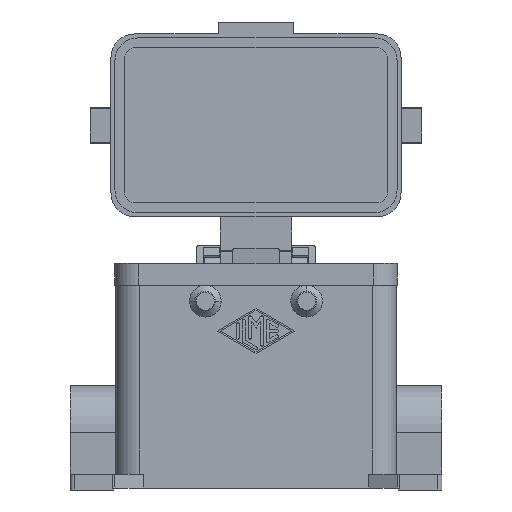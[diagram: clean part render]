
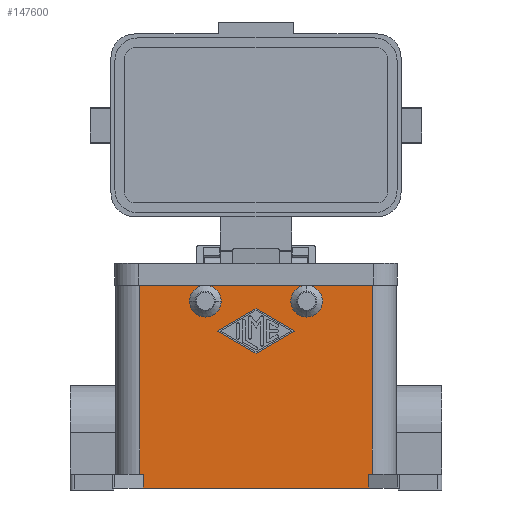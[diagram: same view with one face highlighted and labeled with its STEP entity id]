
A CAD part, front view. The second image highlights one B-rep face of the part: STEP entity #147600.
In plain terms, the highlighted planar face has unit normal (0, -1, 0).
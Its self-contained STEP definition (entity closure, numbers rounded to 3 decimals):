
#21650=CARTESIAN_POINT('',(-16.75,-21.75,19.5));
#21660=VERTEX_POINT('',#21650);
#21690=CARTESIAN_POINT('',(-12.75,-21.75,19.5));
#21700=DIRECTION('',(0.,1.,0.));
#21710=DIRECTION('',(1.,0.,0.));
#21720=AXIS2_PLACEMENT_3D('',#21690,#21700,#21710);
#21730=CIRCLE('',#21720,4.);
#21740=CARTESIAN_POINT('',(-12.75,-21.75,23.5));
#21750=VERTEX_POINT('',#21740);
#21760=EDGE_CURVE('',#21660,#21750,#21730,.T.);
#21780=CARTESIAN_POINT('',(-8.75,-21.75,19.5));
#21790=VERTEX_POINT('',#21780);
#21800=EDGE_CURVE('',#21750,#21790,#21730,.T.);
#32040=CARTESIAN_POINT('',(0.,-21.75,-27.5));
#32050=DIRECTION('',(-1.,-0.,0.));
#32060=VECTOR('',#32050,1.);
#32070=LINE('',#32040,#32060);
#32080=CARTESIAN_POINT('',(28.389,-21.75,-27.5));
#32090=VERTEX_POINT('',#32080);
#32100=CARTESIAN_POINT('',(-28.389,-21.75,-27.5));
#32110=VERTEX_POINT('',#32100);
#32120=EDGE_CURVE('',#32090,#32110,#32070,.T.);
#38480=CARTESIAN_POINT('',(0.,-21.75,-24.));
#38490=DIRECTION('',(1.,0.,0.));
#38500=VECTOR('',#38490,1.);
#38510=LINE('',#38480,#38500);
#38520=CARTESIAN_POINT('',(28.389,-21.75,-24.));
#38530=VERTEX_POINT('',#38520);
#38540=CARTESIAN_POINT('',(29.25,-21.75,-24.));
#38550=VERTEX_POINT('',#38540);
#38560=EDGE_CURVE('',#38530,#38550,#38510,.T.);
#40130=CARTESIAN_POINT('',(-28.389,-21.75,0.));
#40140=DIRECTION('',(-0.,0.,1.));
#40150=VECTOR('',#40140,1.);
#40160=LINE('',#40130,#40150);
#40170=CARTESIAN_POINT('',(-28.389,-21.75,-24.));
#40180=VERTEX_POINT('',#40170);
#40190=EDGE_CURVE('',#32110,#40180,#40160,.T.);
#41130=CARTESIAN_POINT('',(28.389,-21.75,0.));
#41140=DIRECTION('',(-0.,-0.,-1.));
#41150=VECTOR('',#41140,1.);
#41160=LINE('',#41130,#41150);
#41170=EDGE_CURVE('',#38530,#32090,#41160,.T.);
#41700=CARTESIAN_POINT('',(-29.25,-21.75,-24.));
#41710=VERTEX_POINT('',#41700);
#41740=CARTESIAN_POINT('',(0.,-21.75,-24.));
#41750=DIRECTION('',(1.,0.,0.));
#41760=VECTOR('',#41750,1.);
#41770=LINE('',#41740,#41760);
#41780=EDGE_CURVE('',#41710,#40180,#41770,.T.);
#42480=CARTESIAN_POINT('',(29.25,-21.75,23.5));
#42490=DIRECTION('',(0.,0.,-1.));
#42500=VECTOR('',#42490,1.);
#42510=LINE('',#42480,#42500);
#42520=CARTESIAN_POINT('',(29.25,-21.75,23.5));
#42530=VERTEX_POINT('',#42520);
#42540=EDGE_CURVE('',#42530,#38550,#42510,.T.);
#95020=CARTESIAN_POINT('',(-29.25,-21.75,23.5));
#95030=VERTEX_POINT('',#95020);
#95060=CARTESIAN_POINT('',(-29.25,-21.75,23.5));
#95070=DIRECTION('',(0.,0.,-1.));
#95080=VECTOR('',#95070,1.);
#95090=LINE('',#95060,#95080);
#95100=EDGE_CURVE('',#95030,#41710,#95090,.T.);
#114230=CARTESIAN_POINT('',(-9.75,-21.75,12.));
#114240=VERTEX_POINT('',#114230);
#114270=CARTESIAN_POINT('',(0.,-21.75,17.625));
#114280=DIRECTION('',(0.866,-0.,0.5));
#114290=VECTOR('',#114280,1.);
#114300=LINE('',#114270,#114290);
#114310=CARTESIAN_POINT('',(0.,-21.75,17.625));
#114320=VERTEX_POINT('',#114310);
#114330=EDGE_CURVE('',#114240,#114320,#114300,.T.);
#114580=CARTESIAN_POINT('',(0.,-21.75,17.625));
#114590=DIRECTION('',(0.866,-0.,-0.5));
#114600=VECTOR('',#114590,1.);
#114610=LINE('',#114580,#114600);
#114620=CARTESIAN_POINT('',(9.75,-21.75,12.));
#114630=VERTEX_POINT('',#114620);
#114640=EDGE_CURVE('',#114320,#114630,#114610,.T.);
#114890=CARTESIAN_POINT('',(0.,-21.75,6.375));
#114900=DIRECTION('',(-0.866,-0.,-0.5));
#114910=VECTOR('',#114900,1.);
#114920=LINE('',#114890,#114910);
#114930=CARTESIAN_POINT('',(0.,-21.75,6.375));
#114940=VERTEX_POINT('',#114930);
#114950=EDGE_CURVE('',#114630,#114940,#114920,.T.);
#115200=CARTESIAN_POINT('',(0.,-21.75,6.375));
#115210=DIRECTION('',(-0.866,-0.,0.5));
#115220=VECTOR('',#115210,1.);
#115230=LINE('',#115200,#115220);
#115240=EDGE_CURVE('',#114940,#114240,#115230,.T.);
#128060=CARTESIAN_POINT('',(0.,-21.75,23.5));
#128070=DIRECTION('',(-1.,-0.,0.));
#128080=VECTOR('',#128070,1.);
#128090=LINE('',#128060,#128080);
#128100=CARTESIAN_POINT('',(12.75,-21.75,23.5));
#128110=VERTEX_POINT('',#128100);
#128120=EDGE_CURVE('',#42530,#128110,#128090,.T.);
#128140=CARTESIAN_POINT('',(0.,-21.75,23.5));
#128150=DIRECTION('',(-1.,-0.,0.));
#128160=VECTOR('',#128150,1.);
#128170=LINE('',#128140,#128160);
#128180=EDGE_CURVE('',#128110,#21750,#128170,.T.);
#128200=CARTESIAN_POINT('',(0.,-21.75,23.5));
#128210=DIRECTION('',(-1.,-0.,0.));
#128220=VECTOR('',#128210,1.);
#128230=LINE('',#128200,#128220);
#128240=EDGE_CURVE('',#21750,#95030,#128230,.T.);
#136320=CARTESIAN_POINT('',(12.75,-21.75,15.5));
#136330=VERTEX_POINT('',#136320);
#136360=CARTESIAN_POINT('',(12.75,-21.75,19.5));
#136370=DIRECTION('',(0.,1.,0.));
#136380=DIRECTION('',(0.,0.,-1.));
#136390=AXIS2_PLACEMENT_3D('',#136360,#136370,#136380);
#136400=CIRCLE('',#136390,4.);
#136410=EDGE_CURVE('',#136330,#128110,#136400,.T.);
#147300=CARTESIAN_POINT('',(30.714,-21.75,24.777));
#147310=DIRECTION('',(0.,-1.,0.));
#147320=DIRECTION('',(-1.,-0.,0.));
#147330=AXIS2_PLACEMENT_3D('',#147300,#147310,#147320);
#147340=PLANE('',#147330);
#147350=ORIENTED_EDGE('',*,*,#40190,.F.);
#147360=ORIENTED_EDGE('',*,*,#41780,.T.);
#147370=ORIENTED_EDGE('',*,*,#95100,.T.);
#147380=ORIENTED_EDGE('',*,*,#128240,.T.);
#147390=ORIENTED_EDGE('',*,*,#21760,.T.);
#147400=EDGE_CURVE('',#21790,#21660,#21730,.T.);
#147410=ORIENTED_EDGE('',*,*,#147400,.T.);
#147420=ORIENTED_EDGE('',*,*,#21800,.T.);
#147430=ORIENTED_EDGE('',*,*,#128180,.T.);
#147440=ORIENTED_EDGE('',*,*,#136410,.T.);
#147450=EDGE_CURVE('',#128110,#136330,#136400,.T.);
#147460=ORIENTED_EDGE('',*,*,#147450,.T.);
#147470=ORIENTED_EDGE('',*,*,#128120,.T.);
#147480=ORIENTED_EDGE('',*,*,#42540,.F.);
#147490=ORIENTED_EDGE('',*,*,#38560,.T.);
#147500=ORIENTED_EDGE('',*,*,#41170,.F.);
#147510=ORIENTED_EDGE('',*,*,#32120,.F.);
#147520=EDGE_LOOP('',(#147510,#147500,#147490,#147480,#147470,#147460,
#147440,#147430,#147420,#147410,#147390,#147380,#147370,#147360,#147350)
);
#147530=FACE_OUTER_BOUND('',#147520,.T.);
#147540=ORIENTED_EDGE('',*,*,#114950,.T.);
#147550=ORIENTED_EDGE('',*,*,#114640,.T.);
#147560=ORIENTED_EDGE('',*,*,#114330,.T.);
#147570=ORIENTED_EDGE('',*,*,#115240,.T.);
#147580=EDGE_LOOP('',(#147570,#147560,#147550,#147540));
#147590=FACE_BOUND('',#147580,.T.);
#147600=ADVANCED_FACE('',(#147530,#147590),#147340,.T.);
